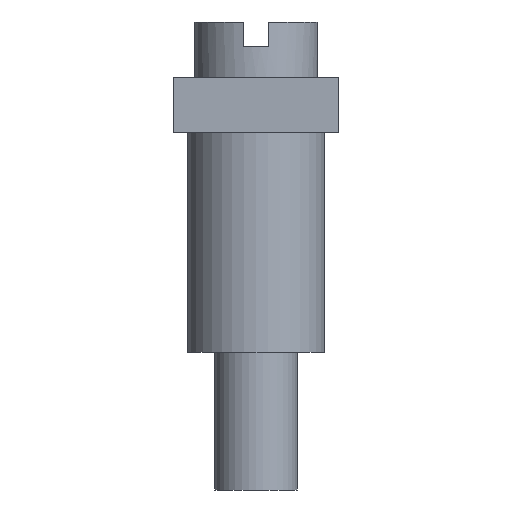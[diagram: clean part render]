
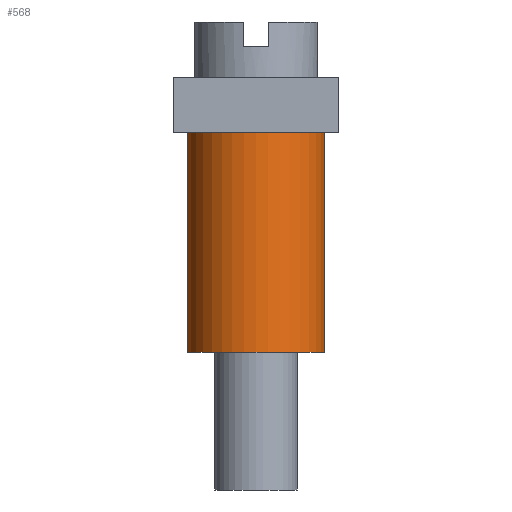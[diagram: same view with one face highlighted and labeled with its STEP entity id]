
A CAD part, left-side view. The second image highlights one B-rep face of the part: STEP entity #568.
In plain terms, the highlighted cylindrical face has radius 2.5 mm (diameter 5 mm), a full revolution.
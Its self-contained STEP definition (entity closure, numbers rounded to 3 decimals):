
#568=ADVANCED_FACE('',(#794,#795),#734,.T.);
#734=CYLINDRICAL_SURFACE('',#2379,2.5);
#794=FACE_BOUND('',#1016,.T.);
#795=FACE_BOUND('',#1017,.T.);
#1016=EDGE_LOOP('',(#1302));
#1017=EDGE_LOOP('',(#1303));
#1302=ORIENTED_EDGE('',*,*,#1984,.F.);
#1303=ORIENTED_EDGE('',*,*,#1985,.T.);
#1786=VERTEX_POINT('',#3421);
#1787=VERTEX_POINT('',#3423);
#1984=EDGE_CURVE('',#1786,#1786,#2226,.T.);
#1985=EDGE_CURVE('',#1787,#1787,#2227,.T.);
#2226=CIRCLE('',#2377,2.5);
#2227=CIRCLE('',#2378,2.5);
#2377=AXIS2_PLACEMENT_3D('',#3420,#2695,#2696);
#2378=AXIS2_PLACEMENT_3D('',#3422,#2697,#2698);
#2379=AXIS2_PLACEMENT_3D('',#3424,#2699,#2700);
#2695=DIRECTION('',(0.,0.,1.));
#2696=DIRECTION('',(1.,0.,0.));
#2697=DIRECTION('',(0.,0.,1.));
#2698=DIRECTION('',(1.,0.,0.));
#2699=DIRECTION('',(0.,0.,-1.));
#2700=DIRECTION('',(1.,0.,0.));
#3420=CARTESIAN_POINT('',(-0.925,0.,-2.));
#3421=CARTESIAN_POINT('',(1.575,0.,-2.));
#3422=CARTESIAN_POINT('',(-0.925,0.,-10.));
#3423=CARTESIAN_POINT('',(1.575,0.,-10.));
#3424=CARTESIAN_POINT('',(-0.925,0.,-2.));
